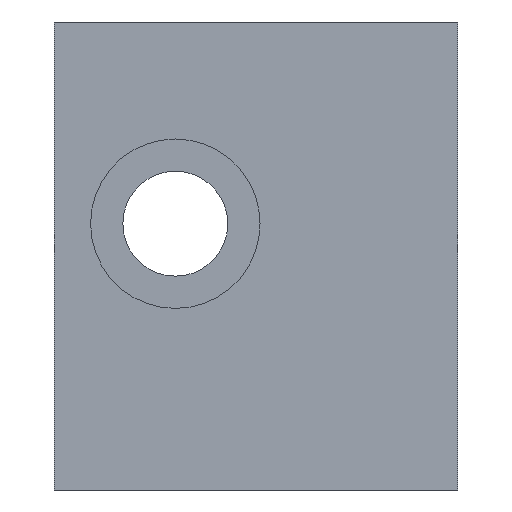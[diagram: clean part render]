
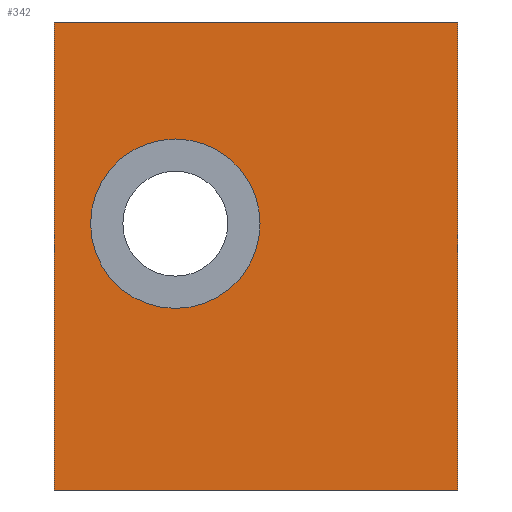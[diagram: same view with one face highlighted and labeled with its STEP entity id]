
A CAD part, front view. The second image highlights one B-rep face of the part: STEP entity #342.
In plain terms, the highlighted planar face has unit normal (0, -1, 0).
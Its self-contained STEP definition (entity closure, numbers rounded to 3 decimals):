
#48=LINE('',#564,#87);
#49=LINE('',#567,#88);
#50=LINE('',#569,#89);
#51=LINE('',#570,#90);
#87=VECTOR('',#468,10.);
#88=VECTOR('',#471,10.);
#89=VECTOR('',#472,10.);
#90=VECTOR('',#473,10.);
#98=FACE_BOUND('',#136,.T.);
#115=FACE_OUTER_BOUND('',#135,.T.);
#135=EDGE_LOOP('',(#290,#291,#292,#293));
#136=EDGE_LOOP('',(#294));
#144=CIRCLE('',#373,5.25);
#150=VERTEX_POINT('',#489);
#174=VERTEX_POINT('',#560);
#175=VERTEX_POINT('',#562);
#176=VERTEX_POINT('',#566);
#177=VERTEX_POINT('',#568);
#180=EDGE_CURVE('',#150,#150,#144,.T.);
#217=EDGE_CURVE('',#174,#175,#48,.T.);
#218=EDGE_CURVE('',#174,#176,#49,.T.);
#219=EDGE_CURVE('',#177,#175,#50,.T.);
#220=EDGE_CURVE('',#176,#177,#51,.T.);
#290=ORIENTED_EDGE('',*,*,#218,.F.);
#291=ORIENTED_EDGE('',*,*,#217,.T.);
#292=ORIENTED_EDGE('',*,*,#219,.F.);
#293=ORIENTED_EDGE('',*,*,#220,.F.);
#294=ORIENTED_EDGE('',*,*,#180,.T.);
#324=PLANE('',#389);
#342=ADVANCED_FACE('',(#115,#98),#324,.T.);
#373=AXIS2_PLACEMENT_3D('',#490,#403,#404);
#389=AXIS2_PLACEMENT_3D('',#565,#469,#470);
#403=DIRECTION('center_axis',(0.,1.,0.));
#404=DIRECTION('ref_axis',(1.,0.,0.));
#468=DIRECTION('',(0.,0.,1.));
#469=DIRECTION('center_axis',(0.,-1.,0.));
#470=DIRECTION('ref_axis',(1.,0.,0.));
#471=DIRECTION('',(-1.,0.,0.));
#472=DIRECTION('',(1.,0.,0.));
#473=DIRECTION('',(0.,0.,1.));
#489=CARTESIAN_POINT('',(-10.25,-6.5,16.5));
#490=CARTESIAN_POINT('Origin',(-5.,-6.5,16.5));
#560=CARTESIAN_POINT('',(12.5,-6.5,0.));
#562=CARTESIAN_POINT('',(12.5,-6.5,29.));
#564=CARTESIAN_POINT('',(12.5,-6.5,0.));
#565=CARTESIAN_POINT('Origin',(-12.5,-6.5,0.));
#566=CARTESIAN_POINT('',(-12.5,-6.5,0.));
#567=CARTESIAN_POINT('',(12.5,-6.5,0.));
#568=CARTESIAN_POINT('',(-12.5,-6.5,29.));
#569=CARTESIAN_POINT('',(12.5,-6.5,29.));
#570=CARTESIAN_POINT('',(-12.5,-6.5,0.));
